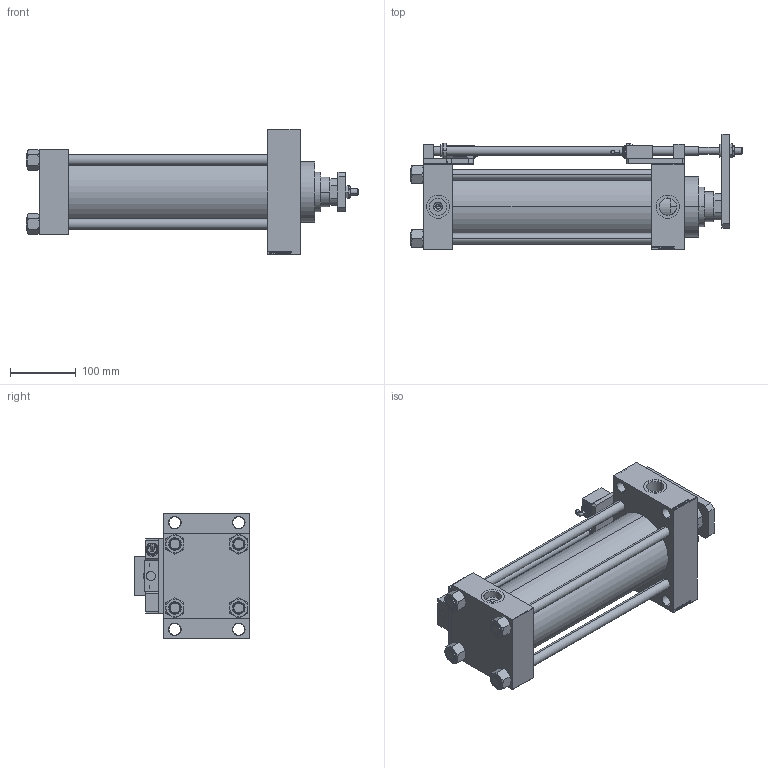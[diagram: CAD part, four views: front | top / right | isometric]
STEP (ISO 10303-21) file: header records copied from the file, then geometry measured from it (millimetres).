
FILE_DESCRIPTION (( 'STEP AP203' ), '1' );
FILE_NAME ('6bd6.STEP', '2023-04-11T12:06:17', ( '' ), ( '' ), 'SwSTEP 2.0', 'SolidWorks 2019', '' );
FILE_SCHEMA (( 'CONFIG_CONTROL_DESIGN' ));
Length unit declared in the file: millimetre
Products named in the file (17): V215CD_D_TYCINKA 922636b50f0541d1e630e3a38c640e60; V215CD_VCP_D 922636b50f0541d1e630e3a38c640e60; V215CD_SWITCH_Q_SWITCH 922636b50f0541d1e630e3a38c640e60; V215CD_SWITCH_Q_PODLOZKA_FRONT 922636b50f0541d1e630e3a38c640e60; V215CD_VC_A 922636b50f0541d1e630e3a38c640e60; V215CD_SWITCH_Q_MAGNET 922636b50f0541d1e630e3a38c640e60; V215CD_SWITCH_Q_BLOK 922636b50f0541d1e630e3a38c640e60; V215CD_NUT_M5_D 922636b50f0541d1e630e3a38c640e60; V215CD_SWITCH_Q_TYC 922636b50f0541d1e630e3a38c640e60; V215CD_SWITCH_Q_DIMA 922636b50f0541d1e630e3a38c640e60; V215CD_D_Body 922636b50f0541d1e630e3a38c640e60; 6bd6; V215CD_SWITCH_Q_ZARAZKA 922636b50f0541d1e630e3a38c640e60; V215CD_SWITCH_Q_NUT 922636b50f0541d1e630e3a38c640e60; V215CD_SWITCH_Q_NUT10 922636b50f0541d1e630e3a38c640e60; Zatka_pro_OIL_PORT 922636b50f0541d1e630e3a38c640e60; V215CD_SWITCH_Q_PODLOZKA_BACK 922636b50f0541d1e630e3a38c640e60
Assembly tree (26 placements, depth 2):
  6bd6
    V215CD_D_Body 922636b50f0541d1e630e3a38c640e60
    V215CD_VC_A 922636b50f0541d1e630e3a38c640e60
    V215CD_VCP_D 922636b50f0541d1e630e3a38c640e60
    V215CD_D_TYCINKA 922636b50f0541d1e630e3a38c640e60  x4
    V215CD_NUT_M5_D 922636b50f0541d1e630e3a38c640e60  x4
    V215CD_SWITCH_Q_BLOK 922636b50f0541d1e630e3a38c640e60  x2
    V215CD_SWITCH_Q_DIMA 922636b50f0541d1e630e3a38c640e60
    V215CD_SWITCH_Q_MAGNET 922636b50f0541d1e630e3a38c640e60  x2
    V215CD_SWITCH_Q_NUT 922636b50f0541d1e630e3a38c640e60
    V215CD_SWITCH_Q_NUT10 922636b50f0541d1e630e3a38c640e60
    V215CD_SWITCH_Q_PODLOZKA_BACK 922636b50f0541d1e630e3a38c640e60
    V215CD_SWITCH_Q_PODLOZKA_FRONT 922636b50f0541d1e630e3a38c640e60
    V215CD_SWITCH_Q_SWITCH 922636b50f0541d1e630e3a38c640e60  x2
    V215CD_SWITCH_Q_TYC 922636b50f0541d1e630e3a38c640e60
    V215CD_SWITCH_Q_ZARAZKA 922636b50f0541d1e630e3a38c640e60
    Zatka_pro_OIL_PORT 922636b50f0541d1e630e3a38c640e60  x2
Bounding box: 503.5 x 175 x 190 mm (x, y, z)
Volume: 3714567.3 mm3; surface area: 696735.2 mm2
Topology: 26 solids, 26 shells, 1480 faces, 3654 edges, 2359 vertices
Faces by surface type: plane 714, bspline 368, cone 195, cylinder 167, torus 36
Entity records: 55476 total; most frequent: CARTESIAN_POINT 26727, ORIENTED_EDGE 6056, DIRECTION 4343, EDGE_CURVE 3028, VERTEX_POINT 1975, VECTOR 1777, LINE 1777, EDGE_LOOP 1375
